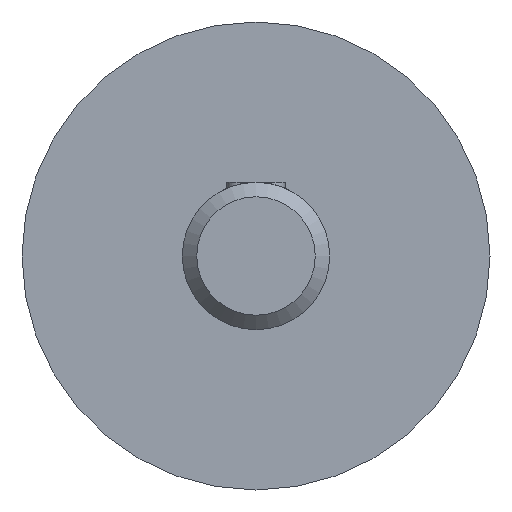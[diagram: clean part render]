
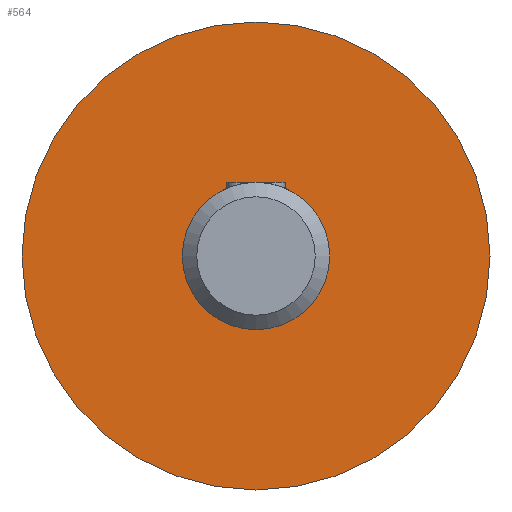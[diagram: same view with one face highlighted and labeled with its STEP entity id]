
A CAD part, front view. The second image highlights one B-rep face of the part: STEP entity #564.
In plain terms, the highlighted planar face has unit normal (0, -1, 0).
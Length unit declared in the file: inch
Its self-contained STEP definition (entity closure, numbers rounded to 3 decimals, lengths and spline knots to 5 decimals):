
#42=FACE_BOUND('',#157,.T.);
#68=CIRCLE('',#665,0.1575);
#69=CIRCLE('',#667,0.5);
#121=FACE_OUTER_BOUND('',#156,.T.);
#156=EDGE_LOOP('',(#497));
#157=EDGE_LOOP('',(#498));
#267=VERTEX_POINT('',#1171);
#268=VERTEX_POINT('',#1175);
#343=EDGE_CURVE('',#267,#267,#68,.T.);
#344=EDGE_CURVE('',#268,#268,#69,.T.);
#497=ORIENTED_EDGE('',*,*,#344,.T.);
#498=ORIENTED_EDGE('',*,*,#343,.T.);
#518=PLANE('',#669);
#564=ADVANCED_FACE('',(#121,#42),#518,.F.);
#665=AXIS2_PLACEMENT_3D('',#1173,#809,#810);
#667=AXIS2_PLACEMENT_3D('',#1176,#813,#814);
#669=AXIS2_PLACEMENT_3D('',#1180,#818,#819);
#809=DIRECTION('center_axis',(0.,1.,0.));
#810=DIRECTION('ref_axis',(1.,0.,0.));
#813=DIRECTION('center_axis',(0.,-1.,0.));
#814=DIRECTION('ref_axis',(1.,0.,0.));
#818=DIRECTION('center_axis',(0.,1.,0.));
#819=DIRECTION('ref_axis',(0.,0.,1.));
#1171=CARTESIAN_POINT('',(-0.1575,-0.09,0.));
#1173=CARTESIAN_POINT('Origin',(0.,-0.09,0.));
#1175=CARTESIAN_POINT('',(-0.5,-0.09,0.));
#1176=CARTESIAN_POINT('Origin',(0.,-0.09,0.));
#1180=CARTESIAN_POINT('Origin',(0.,-0.09,0.));
